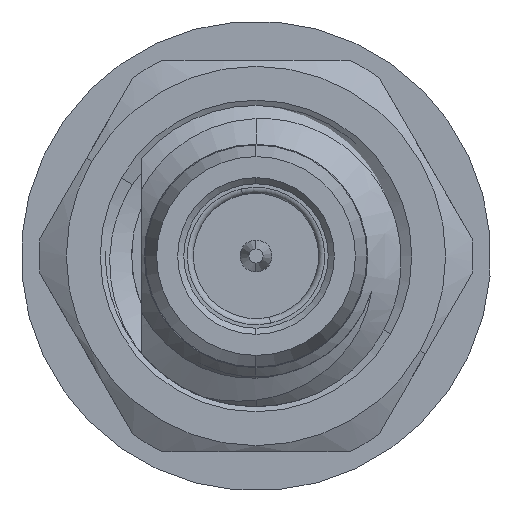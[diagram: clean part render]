
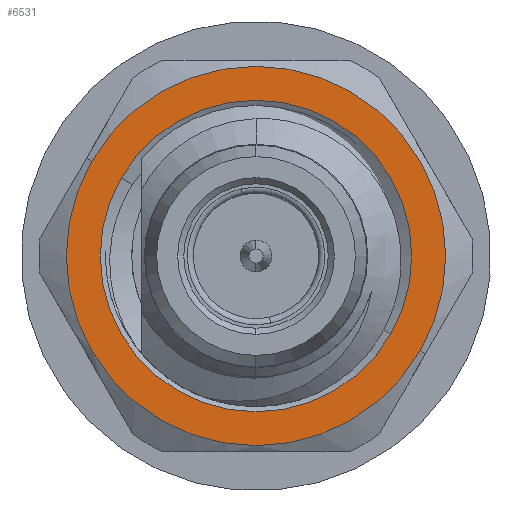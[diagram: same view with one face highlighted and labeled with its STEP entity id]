
A CAD part, left-side view. The second image highlights one B-rep face of the part: STEP entity #6531.
In plain terms, the highlighted planar face has unit normal (-1, 0, 0).
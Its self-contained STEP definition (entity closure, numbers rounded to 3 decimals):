
#390 = DIRECTION ( 'NONE',  ( 1., 0., 0. ) ) ;
#418 = VERTEX_POINT ( 'NONE', #1316 ) ;
#598 = CARTESIAN_POINT ( 'NONE',  ( 6.751, 0., 0. ) ) ;
#1046 = CARTESIAN_POINT ( 'NONE',  ( 6.751, -2.728, -1.575 ) ) ;
#1112 = CIRCLE ( 'NONE', #8544, 2.587 ) ;
#1242 = CIRCLE ( 'NONE', #9168, 3.15 ) ;
#1316 = CARTESIAN_POINT ( 'NONE',  ( 6.751, 2.24, 1.293 ) ) ;
#1689 = PLANE ( 'NONE',  #8074 ) ;
#1744 = DIRECTION ( 'NONE',  ( 0., 0.866, 0.5 ) ) ;
#2168 = DIRECTION ( 'NONE',  ( 1., 0., 0. ) ) ;
#2714 = EDGE_CURVE ( 'NONE', #4355, #12329, #1242, .T. ) ;
#2790 = EDGE_CURVE ( 'NONE', #11076, #418, #2807, .T. ) ;
#2807 = CIRCLE ( 'NONE', #12962, 2.587 ) ;
#2811 = CARTESIAN_POINT ( 'NONE',  ( 6.751, 0., 0. ) ) ;
#3792 = CIRCLE ( 'NONE', #5460, 3.15 ) ;
#3931 = DIRECTION ( 'NONE',  ( 0., 0.866, 0.5 ) ) ;
#4355 = VERTEX_POINT ( 'NONE', #5048 ) ;
#4359 = CARTESIAN_POINT ( 'NONE',  ( 6.751, 0., 0. ) ) ;
#5048 = CARTESIAN_POINT ( 'NONE',  ( 6.751, 2.728, 1.575 ) ) ;
#5121 = ORIENTED_EDGE ( 'NONE', *, *, #2714, .F. ) ;
#5460 = AXIS2_PLACEMENT_3D ( 'NONE', #4359, #12343, #5515 ) ;
#5515 = DIRECTION ( 'NONE',  ( 0., -0.866, -0.5 ) ) ;
#5675 = CARTESIAN_POINT ( 'NONE',  ( 6.751, -2.24, -1.293 ) ) ;
#6196 = ORIENTED_EDGE ( 'NONE', *, *, #12312, .T. ) ;
#6531 = ADVANCED_FACE ( 'NONE', ( #11500, #8821 ), #1689, .T. ) ;
#6745 = EDGE_CURVE ( 'NONE', #12329, #4355, #3792, .T. ) ;
#7032 = ORIENTED_EDGE ( 'NONE', *, *, #6745, .F. ) ;
#7186 = CARTESIAN_POINT ( 'NONE',  ( 6.751, 0., 0. ) ) ;
#7634 = EDGE_LOOP ( 'NONE', ( #7032, #5121 ) ) ;
#8074 = AXIS2_PLACEMENT_3D ( 'NONE', #598, #8570, #1744 ) ;
#8354 = DIRECTION ( 'NONE',  ( 0., -0.866, -0.5 ) ) ;
#8544 = AXIS2_PLACEMENT_3D ( 'NONE', #9007, #2168, #10150 ) ;
#8570 = DIRECTION ( 'NONE',  ( -1., 0., 0. ) ) ;
#8785 = EDGE_LOOP ( 'NONE', ( #6196, #10254 ) ) ;
#8821 = FACE_OUTER_BOUND ( 'NONE', #7634, .T. ) ;
#9007 = CARTESIAN_POINT ( 'NONE',  ( 6.751, 0., 0. ) ) ;
#9168 = AXIS2_PLACEMENT_3D ( 'NONE', #7186, #390, #8354 ) ;
#10150 = DIRECTION ( 'NONE',  ( 0., 0.866, 0.5 ) ) ;
#10254 = ORIENTED_EDGE ( 'NONE', *, *, #2790, .T. ) ;
#10778 = DIRECTION ( 'NONE',  ( 1., 0., 0. ) ) ;
#11076 = VERTEX_POINT ( 'NONE', #5675 ) ;
#11500 = FACE_BOUND ( 'NONE', #8785, .T. ) ;
#12312 = EDGE_CURVE ( 'NONE', #418, #11076, #1112, .T. ) ;
#12329 = VERTEX_POINT ( 'NONE', #1046 ) ;
#12343 = DIRECTION ( 'NONE',  ( 1., 0., 0. ) ) ;
#12962 = AXIS2_PLACEMENT_3D ( 'NONE', #2811, #10778, #3931 ) ;
